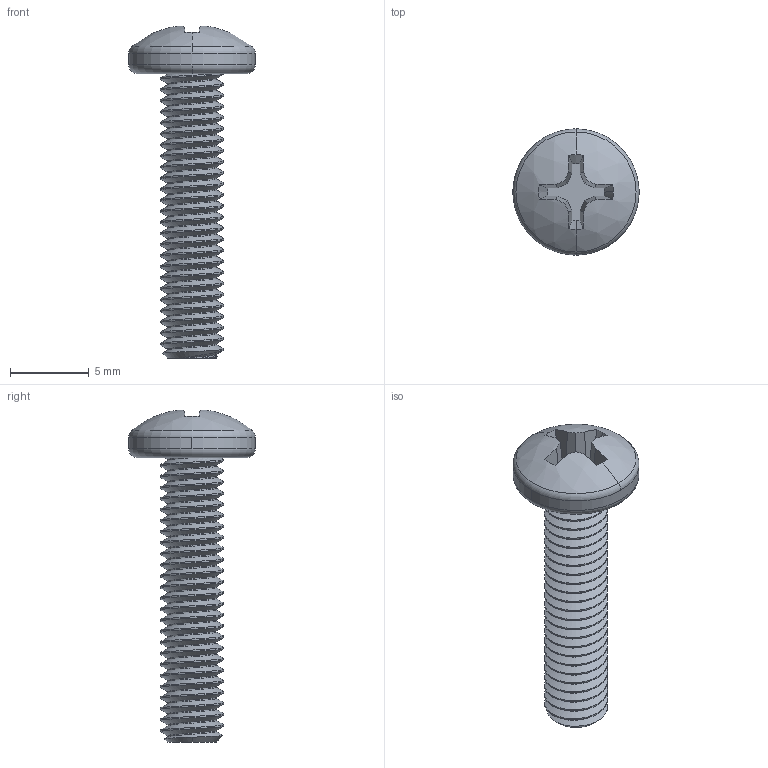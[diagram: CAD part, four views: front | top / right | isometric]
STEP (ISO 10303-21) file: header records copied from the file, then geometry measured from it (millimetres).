
FILE_DESCRIPTION (( 'STEP AP203' ), '1' );
FILE_NAME ('90116A215.step', '2012-05-22T21:25:28', ( 'Admin' ), ( 'Microsoft' ), 'SwSTEP 2.0', 'SolidWorks 2012', '' );
FILE_SCHEMA (( 'CONFIG_CONTROL_DESIGN' ));
Length unit declared in the file: millimetre
Products named in the file (1): 90116A215
Bounding box: 8 x 8 x 21.01 mm (x, y, z)
Volume: 279.2 mm3; surface area: 518.6 mm2
Topology: 1 solids, 1 shells, 169 faces, 493 edges, 327 vertices
Faces by surface type: cylinder 132, plane 19, cone 9, torus 4, bspline 3, sphere 2
Entity records: 7757 total; most frequent: CARTESIAN_POINT 3966, ORIENTED_EDGE 986, DIRECTION 609, EDGE_CURVE 493, VERTEX_POINT 327, AXIS2_PLACEMENT_3D 223, EDGE_LOOP 170, ADVANCED_FACE 169
